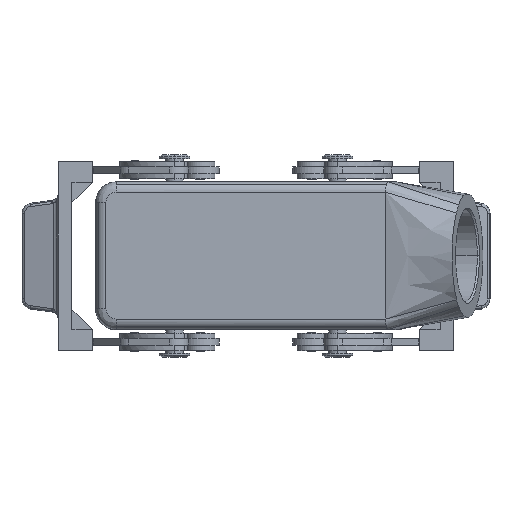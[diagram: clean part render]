
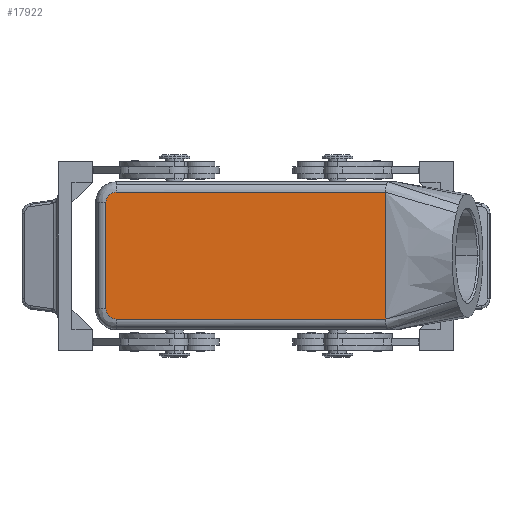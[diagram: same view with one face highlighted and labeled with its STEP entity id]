
A CAD part, top view. The second image highlights one B-rep face of the part: STEP entity #17922.
In plain terms, the highlighted planar face has unit normal (0, 0, 1).
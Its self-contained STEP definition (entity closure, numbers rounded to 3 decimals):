
#5738=CARTESIAN_POINT('',(-43.75,-15.5,63.));
#5739=VERTEX_POINT('',#5738);
#5747=CARTESIAN_POINT('',(-43.75,15.5,63.));
#5748=VERTEX_POINT('',#5747);
#5749=CARTESIAN_POINT('',(-43.75,-15.5,63.));
#5750=DIRECTION('',(0.0,1.0,0.0));
#5751=VECTOR('',#5750,31.);
#5752=LINE('',#5749,#5751);
#5753=EDGE_CURVE('',#5739,#5748,#5752,.T.);
#17289=CARTESIAN_POINT('',(37.75,18.5,63.));
#17290=VERTEX_POINT('',#17289);
#17358=CARTESIAN_POINT('',(37.75,-17.997,63.));
#17359=VERTEX_POINT('',#17358);
#17360=CARTESIAN_POINT('',(37.75,-17.997,63.));
#17361=DIRECTION('',(0.0,1.0,0.0));
#17362=VECTOR('',#17361,36.497);
#17363=LINE('',#17360,#17362);
#17364=EDGE_CURVE('',#17359,#17290,#17363,.T.);
#17366=CARTESIAN_POINT('',(37.75,-18.5,63.));
#17367=VERTEX_POINT('',#17366);
#17368=CARTESIAN_POINT('',(37.75,-18.5,63.));
#17369=DIRECTION('',(0.,1.0,0.));
#17370=VECTOR('',#17369,0.503);
#17371=LINE('',#17368,#17370);
#17372=EDGE_CURVE('',#17367,#17359,#17371,.T.);
#17681=CARTESIAN_POINT('',(-40.75,-18.5,63.));
#17682=VERTEX_POINT('',#17681);
#17683=CARTESIAN_POINT('',(37.75,-18.5,63.));
#17684=DIRECTION('',(-1.0,0.0,0.0));
#17685=VECTOR('',#17684,78.5);
#17686=LINE('',#17683,#17685);
#17687=EDGE_CURVE('',#17367,#17682,#17686,.T.);
#17772=CARTESIAN_POINT('',(-40.75,-15.5,63.));
#17773=DIRECTION('',(0.0,0.0,-1.0));
#17774=DIRECTION('',(-0.707,-0.707,0.0));
#17775=AXIS2_PLACEMENT_3D('',#17772,#17773,#17774);
#17776=CIRCLE('',#17775,3.);
#17777=EDGE_CURVE('',#17682,#5739,#17776,.T.);
#17860=CARTESIAN_POINT('',(-40.75,18.5,63.));
#17861=VERTEX_POINT('',#17860);
#17880=CARTESIAN_POINT('',(-40.75,15.5,63.));
#17881=DIRECTION('',(0.0,0.0,-1.0));
#17882=DIRECTION('',(-0.707,0.707,0.0));
#17883=AXIS2_PLACEMENT_3D('',#17880,#17881,#17882);
#17884=CIRCLE('',#17883,3.);
#17885=EDGE_CURVE('',#5748,#17861,#17884,.T.);
#17897=CARTESIAN_POINT('',(-40.75,18.5,63.));
#17898=DIRECTION('',(1.0,0.0,0.0));
#17899=VECTOR('',#17898,78.5);
#17900=LINE('',#17897,#17899);
#17901=EDGE_CURVE('',#17861,#17290,#17900,.T.);
#17908=CARTESIAN_POINT('',(37.75,0.0,63.));
#17909=DIRECTION('',(0.0,0.0,1.0));
#17910=DIRECTION('',(1.0,0.0,0.0));
#17911=AXIS2_PLACEMENT_3D('',#17908,#17909,#17910);
#17912=PLANE('',#17911);
#17913=ORIENTED_EDGE('',*,*,#17901,.F.);
#17914=ORIENTED_EDGE('',*,*,#17885,.F.);
#17915=ORIENTED_EDGE('',*,*,#5753,.F.);
#17916=ORIENTED_EDGE('',*,*,#17777,.F.);
#17917=ORIENTED_EDGE('',*,*,#17687,.F.);
#17918=ORIENTED_EDGE('',*,*,#17372,.T.);
#17919=ORIENTED_EDGE('',*,*,#17364,.T.);
#17920=EDGE_LOOP('',(#17913,#17914,#17915,#17916,#17917,#17918,#17919));
#17921=FACE_OUTER_BOUND('',#17920,.T.);
#17922=ADVANCED_FACE('',(#17921),#17912,.T.);
